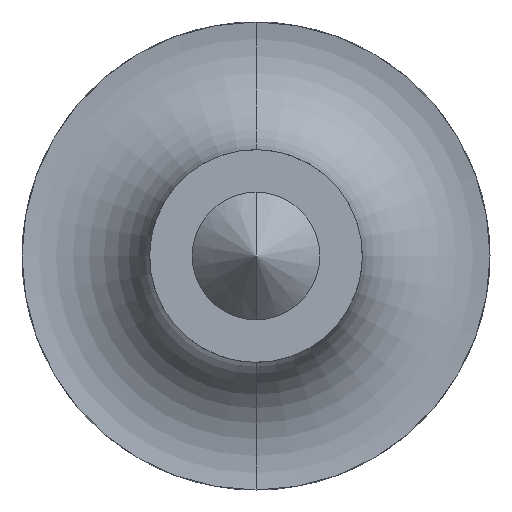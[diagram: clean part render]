
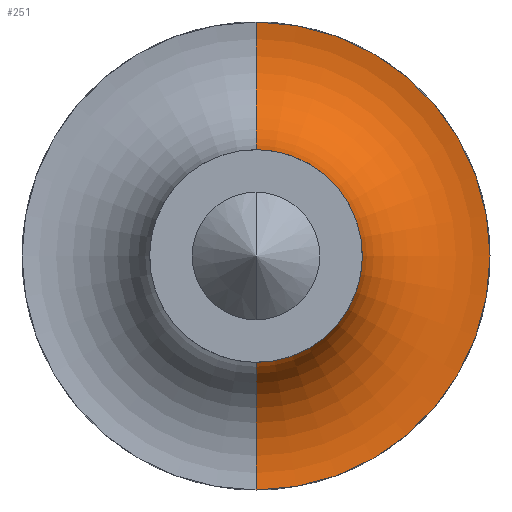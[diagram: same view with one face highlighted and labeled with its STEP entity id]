
A CAD part, front view. The second image highlights one B-rep face of the part: STEP entity #251.
In plain terms, the highlighted toroidal (fillet/blend) face has major radius 9.921 mm and minor radius 5 mm.
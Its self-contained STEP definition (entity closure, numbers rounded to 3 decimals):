
#64 = DIRECTION ( 'NONE',  ( 0., 1., 0. ) ) ;
#65 = CARTESIAN_POINT ( 'NONE',  ( 0., 38.118, 0. ) ) ;
#66 = AXIS2_PLACEMENT_3D ( 'NONE', #65, #64, #69 ) ;
#69 = DIRECTION ( 'NONE',  ( 0., 0., 1. ) ) ;
#76 = TOROIDAL_SURFACE ( 'NONE', #66, 9.922, 5. ) ;
#77 = FACE_OUTER_BOUND ( 'NONE', #256, .T. ) ;
#87 = CIRCLE ( 'NONE', #111, 5. ) ;
#90 = CARTESIAN_POINT ( 'NONE',  ( 0., 39., 0. ) ) ;
#111 = AXIS2_PLACEMENT_3D ( 'NONE', #90, #140, #157 ) ;
#140 = DIRECTION ( 'NONE',  ( 0., 1., 0. ) ) ;
#157 = DIRECTION ( 'NONE',  ( 0., 0., 1. ) ) ;
#185 = VERTEX_POINT ( 'NONE', #336 ) ;
#187 = EDGE_CURVE ( 'NONE', #407, #185, #353, .T. ) ;
#199 = EDGE_CURVE ( 'NONE', #407, #413, #326, .T. ) ;
#243 = ORIENTED_EDGE ( 'NONE', *, *, #406, .F. ) ;
#251 = ADVANCED_FACE ( 'NONE', ( #77 ), #76, .F. ) ;
#256 = EDGE_LOOP ( 'NONE', ( #243, #267, #268, #266 ) ) ;
#260 = EDGE_CURVE ( 'NONE', #185, #403, #87, .T. ) ;
#266 = ORIENTED_EDGE ( 'NONE', *, *, #260, .T. ) ;
#267 = ORIENTED_EDGE ( 'NONE', *, *, #199, .F. ) ;
#268 = ORIENTED_EDGE ( 'NONE', *, *, #187, .T. ) ;
#324 = CARTESIAN_POINT ( 'NONE',  ( 0., 43., 0. ) ) ;
#325 = AXIS2_PLACEMENT_3D ( 'NONE', #324, #355, #356 ) ;
#326 = CIRCLE ( 'NONE', #325, 11. ) ;
#335 = CARTESIAN_POINT ( 'NONE',  ( 0., 38.118, 9.922 ) ) ;
#336 = CARTESIAN_POINT ( 'NONE',  ( 0., 39., 5. ) ) ;
#350 = DIRECTION ( 'NONE',  ( 0., 0., 1. ) ) ;
#351 = DIRECTION ( 'NONE',  ( -1., 0., 0. ) ) ;
#352 = AXIS2_PLACEMENT_3D ( 'NONE', #335, #351, #350 ) ;
#353 = CIRCLE ( 'NONE', #352, 5. ) ;
#355 = DIRECTION ( 'NONE',  ( 0., 1., 0. ) ) ;
#356 = DIRECTION ( 'NONE',  ( 0., 0., 1. ) ) ;
#403 = VERTEX_POINT ( 'NONE', #536 ) ;
#406 = EDGE_CURVE ( 'NONE', #413, #403, #530, .T. ) ;
#407 = VERTEX_POINT ( 'NONE', #525 ) ;
#413 = VERTEX_POINT ( 'NONE', #524 ) ;
#524 = CARTESIAN_POINT ( 'NONE',  ( 0., 43., -11. ) ) ;
#525 = CARTESIAN_POINT ( 'NONE',  ( 0., 43., 11. ) ) ;
#526 = DIRECTION ( 'NONE',  ( 0., 0., -1. ) ) ;
#527 = DIRECTION ( 'NONE',  ( 1., 0., 0. ) ) ;
#528 = CARTESIAN_POINT ( 'NONE',  ( 0., 38.118, -9.922 ) ) ;
#529 = AXIS2_PLACEMENT_3D ( 'NONE', #528, #527, #526 ) ;
#530 = CIRCLE ( 'NONE', #529, 5. ) ;
#536 = CARTESIAN_POINT ( 'NONE',  ( 0., 39., -5. ) ) ;
